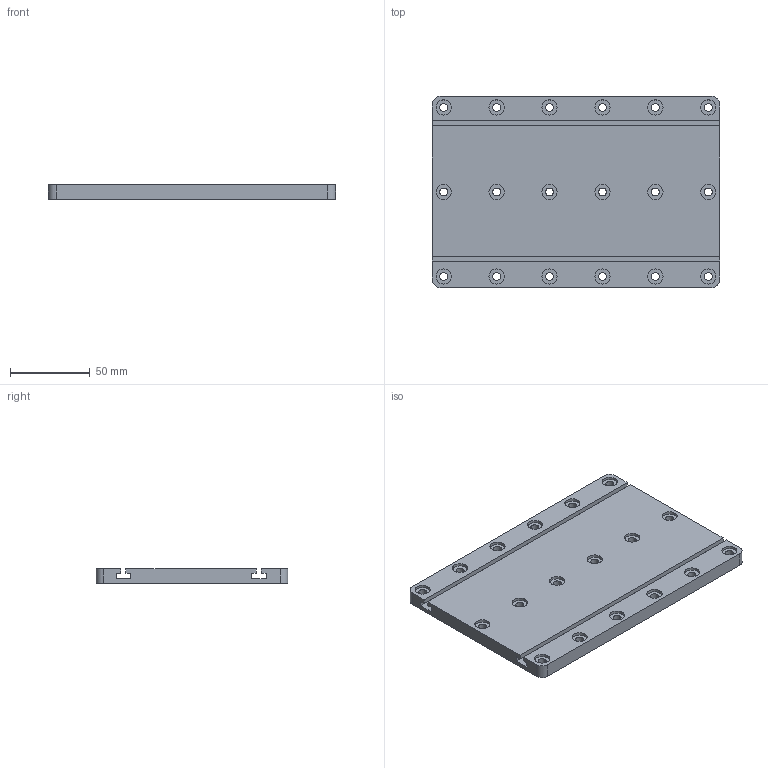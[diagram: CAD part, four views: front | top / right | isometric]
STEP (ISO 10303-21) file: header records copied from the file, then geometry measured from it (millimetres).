
FILE_DESCRIPTION(('FreeCAD Model'),'2;1');
FILE_NAME('Open CASCADE Shape Model','2025-11-22T10:22:15',(''),(''), 'Open CASCADE STEP processor 7.8','FreeCAD','Unknown');
FILE_SCHEMA(('AUTOMOTIVE_DESIGN { 1 0 10303 214 1 1 1 1 }'));
Length unit declared in the file: millimetre
Products named in the file (1): baseplate
Bounding box: 180 x 120 x 9 mm (x, y, z)
Volume: 175491.2 mm3; surface area: 59328.1 mm2
Topology: 1 solids, 1 shells, 80 faces, 180 edges, 120 vertices
Faces by surface type: plane 40, cylinder 40
Full cylindrical faces by diameter (mm): 5 x18, 9.5 x18
Entity records: 4752 total; most frequent: CARTESIAN_POINT 1013, DIRECTION 690, ORIENTED_EDGE 360, PCURVE 360, DEFINITIONAL_REPRESENTATION 360, LINE 324, VECTOR 324, EDGE_CURVE 180
